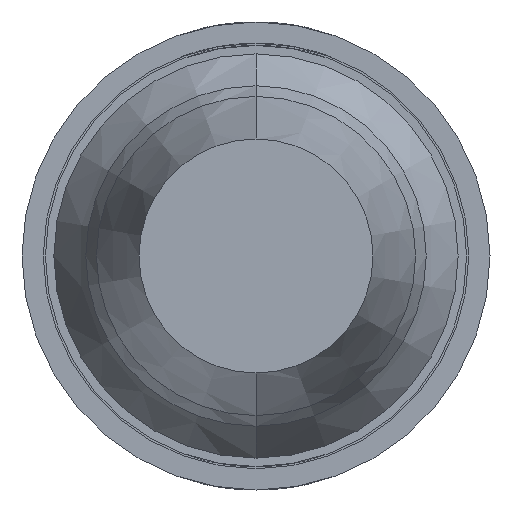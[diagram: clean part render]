
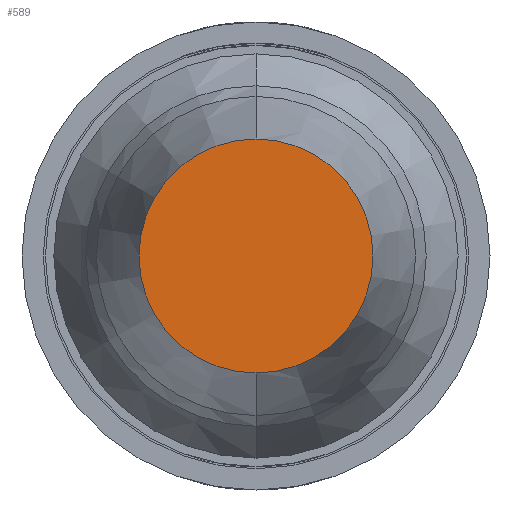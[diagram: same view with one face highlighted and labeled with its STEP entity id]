
A CAD part, front view. The second image highlights one B-rep face of the part: STEP entity #589.
In plain terms, the highlighted planar face has unit normal (0, -1, 0).
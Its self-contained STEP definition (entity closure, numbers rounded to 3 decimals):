
#24 = EDGE_CURVE ( 'Defeature ausgef�hrt1_48+Defeature ausgef�hrt1_49+Defeature ausgef�hrt1_49+Defeature ausgef�hrt1_49', #5117, #6088, #6466, .T. ) ;
#235 = FACE_OUTER_BOUND ( 'NONE', #2597, .T. ) ;
#496 = DIRECTION ( 'NONE',  ( 0., 1., 0. ) ) ;
#589 = ADVANCED_FACE ( 'Defeature ausgef�hrt1_49', ( #235 ), #1564, .T. ) ;
#1462 = CIRCLE ( 'NONE', #4748, 0.55 ) ;
#1514 = DIRECTION ( 'NONE',  ( 0., -1., 0. ) ) ;
#1564 = PLANE ( 'NONE',  #4290 ) ;
#2016 = CARTESIAN_POINT ( 'NONE',  ( 0., -36.5, 0. ) ) ;
#2109 = CARTESIAN_POINT ( 'NONE',  ( -0.55, -36.5, 0. ) ) ;
#2272 = ORIENTED_EDGE ( 'NONE', *, *, #24, .F. ) ;
#2597 = EDGE_LOOP ( 'NONE', ( #2706, #2272 ) ) ;
#2706 = ORIENTED_EDGE ( 'NONE', *, *, #3084, .F. ) ;
#2765 = CARTESIAN_POINT ( 'NONE',  ( 0., -36.5, -0.55 ) ) ;
#3084 = EDGE_CURVE ( 'Defeature ausgef�hrt1_48+Defeature ausgef�hrt1_49+Defeature ausgef�hrt1_49+Defeature ausgef�hrt1_49', #6088, #5117, #1462, .T. ) ;
#3510 = AXIS2_PLACEMENT_3D ( 'NONE', #4764, #5813, #4208 ) ;
#4208 = DIRECTION ( 'NONE',  ( 0., 0., 1. ) ) ;
#4283 = CARTESIAN_POINT ( 'NONE',  ( 0., -36.5, 0.55 ) ) ;
#4290 = AXIS2_PLACEMENT_3D ( 'NONE', #2109, #1514, #5302 ) ;
#4748 = AXIS2_PLACEMENT_3D ( 'NONE', #2016, #496, #6241 ) ;
#4764 = CARTESIAN_POINT ( 'NONE',  ( 0., -36.5, 0. ) ) ;
#5117 = VERTEX_POINT ( 'NONE', #2765 ) ;
#5302 = DIRECTION ( 'NONE',  ( 0., 0., -1. ) ) ;
#5813 = DIRECTION ( 'NONE',  ( 0., 1., 0. ) ) ;
#6088 = VERTEX_POINT ( 'NONE', #4283 ) ;
#6241 = DIRECTION ( 'NONE',  ( 0., 0., 1. ) ) ;
#6466 = CIRCLE ( 'NONE', #3510, 0.55 ) ;
